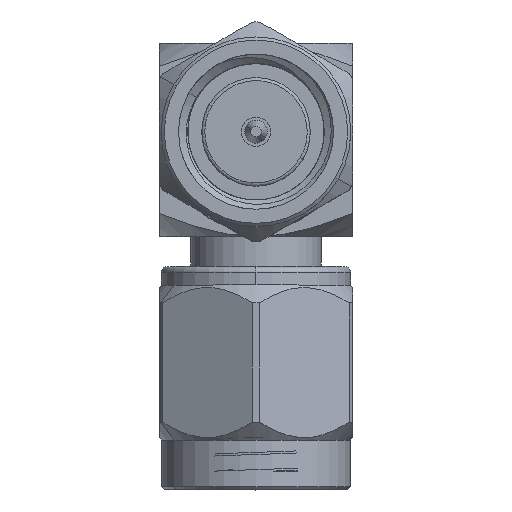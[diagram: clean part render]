
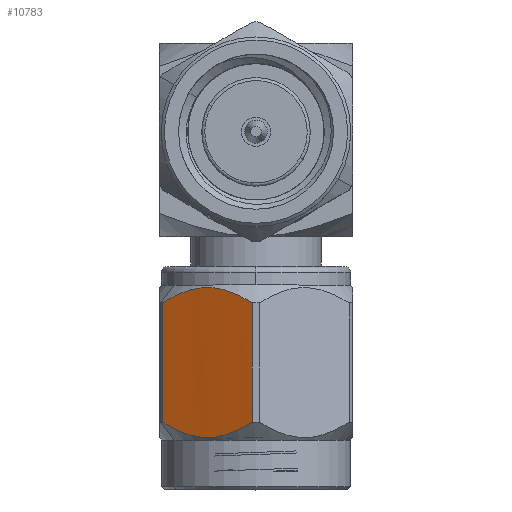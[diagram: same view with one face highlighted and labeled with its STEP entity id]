
A CAD part, top view. The second image highlights one B-rep face of the part: STEP entity #10783.
In plain terms, the highlighted face is planar.
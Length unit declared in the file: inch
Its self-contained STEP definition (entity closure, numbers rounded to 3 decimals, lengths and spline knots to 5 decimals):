
#75 = VERTEX_POINT ( 'NONE', #16397 ) ;
#214 = CARTESIAN_POINT ( 'NONE',  ( 0.1425, 0.06569, 0.4799 ) ) ;
#387 = CARTESIAN_POINT ( 'NONE',  ( 0.14246, 0.06575, 0.23813 ) ) ;
#439 = EDGE_LOOP ( 'NONE', ( #5210, #11469, #9361, #8091 ) ) ;
#1161 = CARTESIAN_POINT ( 'NONE',  ( 0.16263, 0.03082, 0.24911 ) ) ;
#1384 = CARTESIAN_POINT ( 'NONE',  ( 0.11409, 0.11489, 0.47313 ) ) ;
#1922 = CARTESIAN_POINT ( 'NONE',  ( 0.13184, 0.08414, 0.23811 ) ) ;
#2829 = CARTESIAN_POINT ( 'NONE',  ( 0.16515, 0.02645, 0.4668 ) ) ;
#2925 = CARTESIAN_POINT ( 'NONE',  ( 0.14955, 0.05346, 0.47757 ) ) ;
#4015 = CARTESIAN_POINT ( 'NONE',  ( 0.09369, 0.15023, 0.024 ) ) ;
#4155 = CARTESIAN_POINT ( 'NONE',  ( 0.16838, 0.02085, 0.25388 ) ) ;
#4274 = CARTESIAN_POINT ( 'NONE',  ( 0.15713, 0.04033, 0.47276 ) ) ;
#4372 = CARTESIAN_POINT ( 'NONE',  ( 0.17695, 0.00602, 0.4551 ) ) ;
#4465 = CARTESIAN_POINT ( 'NONE',  ( 0.09369, 0.15023, 0.4551 ) ) ;
#4692 = CARTESIAN_POINT ( 'NONE',  ( 0.18042, 0., 0.024 ) ) ;
#5019 = CARTESIAN_POINT ( 'NONE',  ( 0.09369, 0.15023, 0.2629 ) ) ;
#5210 = ORIENTED_EDGE ( 'NONE', *, *, #11975, .T. ) ;
#5611 = CARTESIAN_POINT ( 'NONE',  ( 0.1578, 0.03918, 0.24567 ) ) ;
#6098 = CARTESIAN_POINT ( 'NONE',  ( 0.09369, 0.15023, 0.4551 ) ) ;
#6369 = CARTESIAN_POINT ( 'NONE',  ( 0.10067, 0.13814, 0.25508 ) ) ;
#6470 = CARTESIAN_POINT ( 'NONE',  ( 0.12648, 0.09343, 0.23898 ) ) ;
#7060 = CARTESIAN_POINT ( 'NONE',  ( 0.1598, 0.03572, 0.24703 ) ) ;
#7463 = CARTESIAN_POINT ( 'NONE',  ( 0.15773, 0.03931, 0.47237 ) ) ;
#7550 = CARTESIAN_POINT ( 'NONE',  ( 0.17351, 0.01197, 0.45894 ) ) ;
#7969 = VERTEX_POINT ( 'NONE', #13251 ) ;
#8091 = ORIENTED_EDGE ( 'NONE', *, *, #18545, .T. ) ;
#8195 = B_SPLINE_CURVE_WITH_KNOTS ( 'NONE', 3,
 ( #4372, #7550, #14692, #2829, #11709, #13346, #17690, #9000, #7463, #10261, #4274, #2925, #214, #8719, #17504, #13433, #11896, #14600, #16151, #16245, #19031, #1384, #8908, #13161, #14791, #6098 ),
 .UNSPECIFIED., .F., .F.,
 ( 4, 2, 2, 1, 1, 2, 2, 2, 2, 2, 1, 1, 2, 2, 4 ),
 ( 0., 0.125, 0.1875, 0.21875, 0.23437, 0.24219, 0.25, 0.5, 0.625, 0.6875, 0.71875, 0.73437, 0.74219, 0.75, 1. ),
 .UNSPECIFIED. ) ;
#8719 = CARTESIAN_POINT ( 'NONE',  ( 0.13163, 0.08451, 0.47987 ) ) ;
#8792 = CARTESIAN_POINT ( 'NONE',  ( 0.17348, 0.01203, 0.25902 ) ) ;
#8908 = CARTESIAN_POINT ( 'NONE',  ( 0.11384, 0.11533, 0.47297 ) ) ;
#9000 = CARTESIAN_POINT ( 'NONE',  ( 0.15834, 0.03824, 0.47197 ) ) ;
#9361 = ORIENTED_EDGE ( 'NONE', *, *, #15252, .T. ) ;
#9908 = DIRECTION ( 'NONE',  ( 0., 0., 1. ) ) ;
#10047 = CARTESIAN_POINT ( 'NONE',  ( 0.15723, 0.04017, 0.2453 ) ) ;
#10261 = CARTESIAN_POINT ( 'NONE',  ( 0.15732, 0.04002, 0.47264 ) ) ;
#10523 = CARTESIAN_POINT ( 'NONE',  ( 0.11465, 0.11393, 0.24452 ) ) ;
#10610 = CARTESIAN_POINT ( 'NONE',  ( 0.10735, 0.12657, 0.24915 ) ) ;
#10707 = CARTESIAN_POINT ( 'NONE',  ( 0.11694, 0.10996, 0.24318 ) ) ;
#10783 = ADVANCED_FACE ( 'NONE', ( #13758 ), #15014, .T. ) ;
#10807 = CARTESIAN_POINT ( 'NONE',  ( 0.12013, 0.10442, 0.24152 ) ) ;
#11469 = ORIENTED_EDGE ( 'NONE', *, *, #12816, .F. ) ;
#11502 = CARTESIAN_POINT ( 'NONE',  ( 0.1574, 0.03988, 0.24541 ) ) ;
#11623 = VECTOR ( 'NONE', #9908, 39.37008 ) ;
#11639 = VERTEX_POINT ( 'NONE', #15239 ) ;
#11709 = CARTESIAN_POINT ( 'NONE',  ( 0.16349, 0.02932, 0.46818 ) ) ;
#11896 = CARTESIAN_POINT ( 'NONE',  ( 0.12089, 0.1031, 0.47679 ) ) ;
#11975 = EDGE_CURVE ( 'NONE', #11639, #15882, #13090, .T. ) ;
#12257 = CARTESIAN_POINT ( 'NONE',  ( 0.11419, 0.11472, 0.24481 ) ) ;
#12319 = DIRECTION ( 'NONE',  ( 0.866, 0.5, 0. ) ) ;
#12816 = EDGE_CURVE ( 'NONE', #75, #15882, #8195, .T. ) ;
#13090 = LINE ( 'NONE', #4015, #11623 ) ;
#13161 = CARTESIAN_POINT ( 'NONE',  ( 0.10709, 0.12702, 0.46867 ) ) ;
#13251 = CARTESIAN_POINT ( 'NONE',  ( 0.17695, 0.00602, 0.2629 ) ) ;
#13346 = CARTESIAN_POINT ( 'NONE',  ( 0.16102, 0.03361, 0.47007 ) ) ;
#13433 = CARTESIAN_POINT ( 'NONE',  ( 0.12268, 0.09999, 0.47752 ) ) ;
#13758 = FACE_OUTER_BOUND ( 'NONE', #439, .T. ) ;
#13794 = CARTESIAN_POINT ( 'NONE',  ( 0.11393, 0.11517, 0.24497 ) ) ;
#14388 = CARTESIAN_POINT ( 'NONE',  ( 0.17695, 0.00602, 0.2629 ) ) ;
#14485 = CARTESIAN_POINT ( 'NONE',  ( 0.14967, 0.05327, 0.24048 ) ) ;
#14600 = CARTESIAN_POINT ( 'NONE',  ( 0.11818, 0.10779, 0.47547 ) ) ;
#14692 = CARTESIAN_POINT ( 'NONE',  ( 0.17014, 0.0178, 0.46235 ) ) ;
#14791 = CARTESIAN_POINT ( 'NONE',  ( 0.10052, 0.13839, 0.46276 ) ) ;
#14972 = AXIS2_PLACEMENT_3D ( 'NONE', #4692, #12319, #18291 ) ;
#15014 = PLANE ( 'NONE',  #14972 ) ;
#15239 = CARTESIAN_POINT ( 'NONE',  ( 0.09369, 0.15023, 0.2629 ) ) ;
#15252 = EDGE_CURVE ( 'NONE', #75, #7969, #15965, .T. ) ;
#15442 = B_SPLINE_CURVE_WITH_KNOTS ( 'NONE', 3,
 ( #14388, #8792, #4155, #1161, #7060, #18824, #5611, #11502, #10047, #14485, #387, #1922, #6470, #10807, #10707, #18135, #10523, #12257, #13794, #10610, #6369, #5019 ),
 .UNSPECIFIED., .F., .F.,
 ( 4, 1, 1, 1, 1, 2, 2, 2, 1, 1, 1, 1, 2, 2, 4 ),
 ( 0., 0.125, 0.1875, 0.21875, 0.23438, 0.24219, 0.25, 0.5, 0.625, 0.6875, 0.71875, 0.73437, 0.74219, 0.75, 1. ),
 .UNSPECIFIED. ) ;
#15882 = VERTEX_POINT ( 'NONE', #4465 ) ;
#15965 = LINE ( 'NONE', #16066, #18096 ) ;
#16066 = CARTESIAN_POINT ( 'NONE',  ( 0.17695, 0.00602, 0.024 ) ) ;
#16151 = CARTESIAN_POINT ( 'NONE',  ( 0.11682, 0.11015, 0.47476 ) ) ;
#16245 = CARTESIAN_POINT ( 'NONE',  ( 0.11523, 0.11291, 0.47383 ) ) ;
#16397 = CARTESIAN_POINT ( 'NONE',  ( 0.17695, 0.00602, 0.4551 ) ) ;
#17504 = CARTESIAN_POINT ( 'NONE',  ( 0.12805, 0.09069, 0.47928 ) ) ;
#17690 = CARTESIAN_POINT ( 'NONE',  ( 0.15978, 0.03575, 0.47098 ) ) ;
#18096 = VECTOR ( 'NONE', #18669, 39.37008 ) ;
#18135 = CARTESIAN_POINT ( 'NONE',  ( 0.11534, 0.11273, 0.24411 ) ) ;
#18291 = DIRECTION ( 'NONE',  ( 0.5, -0.866, 0. ) ) ;
#18545 = EDGE_CURVE ( 'NONE', #7969, #11639, #15442, .T. ) ;
#18669 = DIRECTION ( 'NONE',  ( 0., 0., -1. ) ) ;
#18824 = CARTESIAN_POINT ( 'NONE',  ( 0.1584, 0.03815, 0.24607 ) ) ;
#19031 = CARTESIAN_POINT ( 'NONE',  ( 0.11455, 0.1141, 0.47341 ) ) ;
